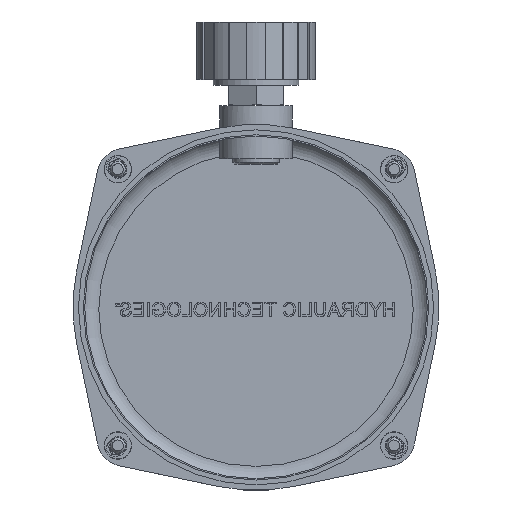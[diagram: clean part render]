
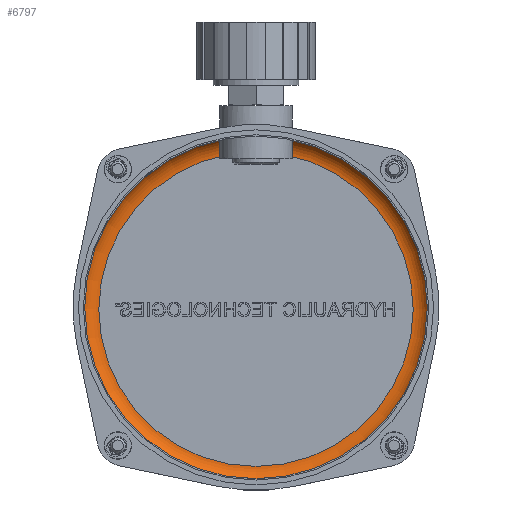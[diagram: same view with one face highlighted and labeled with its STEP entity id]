
A CAD part, top view. The second image highlights one B-rep face of the part: STEP entity #6797.
In plain terms, the highlighted toroidal (fillet/blend) face has major radius 54.926 mm and minor radius 6.35 mm.
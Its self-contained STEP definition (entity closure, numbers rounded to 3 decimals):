
#34 = EDGE_LOOP ( 'NONE', ( #5872 ) ) ;
#84 = CIRCLE ( 'NONE', #8981, 54.926 ) ;
#169 = CARTESIAN_POINT ( 'NONE',  ( 61.276, 0., -361.95 ) ) ;
#586 = AXIS2_PLACEMENT_3D ( 'NONE', #7626, #3679, #6850 ) ;
#1445 = FACE_OUTER_BOUND ( 'NONE', #34, .T. ) ;
#1481 = EDGE_LOOP ( 'NONE', ( #7562 ) ) ;
#2648 = CARTESIAN_POINT ( 'NONE',  ( 0., 0., -368.3 ) ) ;
#3679 = DIRECTION ( 'NONE',  ( 0., 0., 1. ) ) ;
#3702 = CIRCLE ( 'NONE', #586, 61.276 ) ;
#3927 = EDGE_CURVE ( 'NONE', #7243, #7243, #3702, .T. ) ;
#4924 = TOROIDAL_SURFACE ( 'NONE', #5761, 54.926, 6.35 ) ;
#5761 = AXIS2_PLACEMENT_3D ( 'NONE', #9334, #7634, #8614 ) ;
#5872 = ORIENTED_EDGE ( 'NONE', *, *, #8855, .F. ) ;
#6093 = FACE_OUTER_BOUND ( 'NONE', #1481, .T. ) ;
#6466 = CARTESIAN_POINT ( 'NONE',  ( 54.926, 0., -368.3 ) ) ;
#6477 = DIRECTION ( 'NONE',  ( 0., 0., -1. ) ) ;
#6797 = ADVANCED_FACE ( 'NONE', ( #1445, #6093 ), #4924, .T. ) ;
#6850 = DIRECTION ( 'NONE',  ( 1., 0., 0. ) ) ;
#7243 = VERTEX_POINT ( 'NONE', #169 ) ;
#7354 = DIRECTION ( 'NONE',  ( 1., 0., 0. ) ) ;
#7562 = ORIENTED_EDGE ( 'NONE', *, *, #3927, .F. ) ;
#7626 = CARTESIAN_POINT ( 'NONE',  ( 0., 0., -361.95 ) ) ;
#7634 = DIRECTION ( 'NONE',  ( 0., 0., 1. ) ) ;
#8614 = DIRECTION ( 'NONE',  ( 1., 0., 0. ) ) ;
#8855 = EDGE_CURVE ( 'NONE', #9723, #9723, #84, .T. ) ;
#8981 = AXIS2_PLACEMENT_3D ( 'NONE', #2648, #6477, #7354 ) ;
#9334 = CARTESIAN_POINT ( 'NONE',  ( 0., 0., -361.95 ) ) ;
#9723 = VERTEX_POINT ( 'NONE', #6466 ) ;
